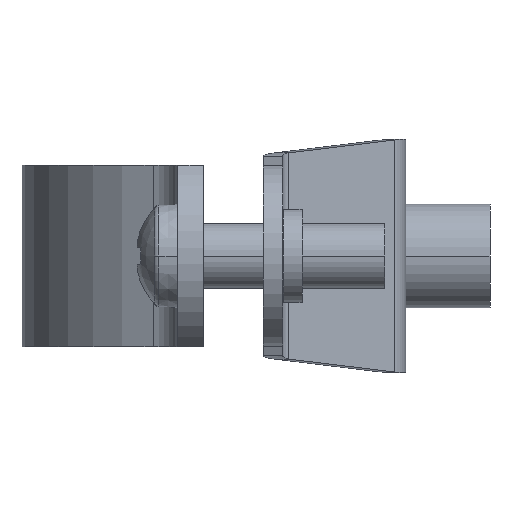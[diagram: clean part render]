
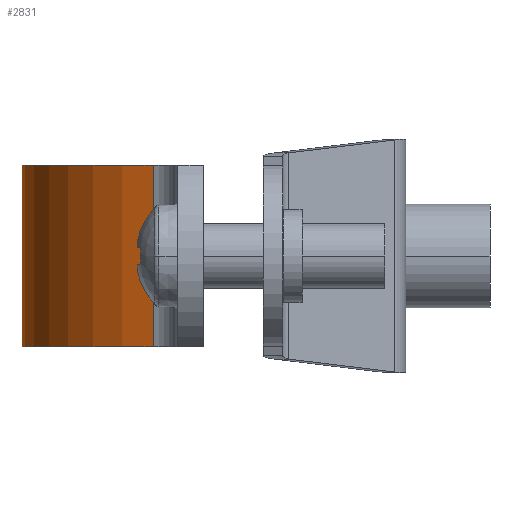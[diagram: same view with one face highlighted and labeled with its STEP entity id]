
A CAD part, left-side view. The second image highlights one B-rep face of the part: STEP entity #2831.
In plain terms, the highlighted cylindrical face has radius 16.15 mm (diameter 32.3 mm), a partial arc.
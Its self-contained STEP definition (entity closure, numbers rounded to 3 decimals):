
#3 = CARTESIAN_POINT ( 'NONE',  ( 14.982, 1.88, -7. ) ) ;
#48 = CARTESIAN_POINT ( 'NONE',  ( -14.982, 1.88, -7. ) ) ;
#59 = EDGE_CURVE ( 'NONE', #2566, #842, #1925, .T. ) ;
#80 = VECTOR ( 'NONE', #823, 1000. ) ;
#225 = EDGE_CURVE ( 'NONE', #3524, #842, #3218, .T. ) ;
#823 = DIRECTION ( 'NONE',  ( 0., 0., -1. ) ) ;
#832 = CARTESIAN_POINT ( 'NONE',  ( -14.982, 1.88, 7. ) ) ;
#834 = EDGE_CURVE ( 'NONE', #2566, #931, #1824, .T. ) ;
#842 = VERTEX_POINT ( 'NONE', #832 ) ;
#853 = CYLINDRICAL_SURFACE ( 'NONE', #2100, 16.15 ) ;
#862 = VECTOR ( 'NONE', #1714, 1000. ) ;
#931 = VERTEX_POINT ( 'NONE', #3 ) ;
#1066 = CARTESIAN_POINT ( 'NONE',  ( 0., -4.15, 7. ) ) ;
#1145 = AXIS2_PLACEMENT_3D ( 'NONE', #3018, #2761, #3350 ) ;
#1445 = CARTESIAN_POINT ( 'NONE',  ( 14.982, 1.88, 7. ) ) ;
#1714 = DIRECTION ( 'NONE',  ( 0., 0., 1. ) ) ;
#1814 = ORIENTED_EDGE ( 'NONE', *, *, #834, .T. ) ;
#1824 = LINE ( 'NONE', #1445, #80 ) ;
#1925 = CIRCLE ( 'NONE', #3299, 16.15 ) ;
#2014 = CARTESIAN_POINT ( 'NONE',  ( -14.982, 1.88, 7. ) ) ;
#2057 = ORIENTED_EDGE ( 'NONE', *, *, #2669, .T. ) ;
#2100 = AXIS2_PLACEMENT_3D ( 'NONE', #2206, #2793, #3101 ) ;
#2206 = CARTESIAN_POINT ( 'NONE',  ( 0., -4.15, 7. ) ) ;
#2231 = ORIENTED_EDGE ( 'NONE', *, *, #59, .F. ) ;
#2526 = DIRECTION ( 'NONE',  ( -1., 0., 0. ) ) ;
#2566 = VERTEX_POINT ( 'NONE', #3644 ) ;
#2669 = EDGE_CURVE ( 'NONE', #931, #3524, #2887, .T. ) ;
#2761 = DIRECTION ( 'NONE',  ( 0., 0., 1. ) ) ;
#2793 = DIRECTION ( 'NONE',  ( 0., 0., -1. ) ) ;
#2831 = ADVANCED_FACE ( 'NONE', ( #3210 ), #853, .T. ) ;
#2887 = CIRCLE ( 'NONE', #1145, 16.15 ) ;
#2924 = EDGE_LOOP ( 'NONE', ( #2057, #3547, #2231, #1814 ) ) ;
#3018 = CARTESIAN_POINT ( 'NONE',  ( 0., -4.15, -7. ) ) ;
#3101 = DIRECTION ( 'NONE',  ( -1., 0., 0. ) ) ;
#3210 = FACE_OUTER_BOUND ( 'NONE', #2924, .T. ) ;
#3218 = LINE ( 'NONE', #2014, #862 ) ;
#3299 = AXIS2_PLACEMENT_3D ( 'NONE', #1066, #3675, #2526 ) ;
#3350 = DIRECTION ( 'NONE',  ( -1., 0., 0. ) ) ;
#3524 = VERTEX_POINT ( 'NONE', #48 ) ;
#3547 = ORIENTED_EDGE ( 'NONE', *, *, #225, .T. ) ;
#3644 = CARTESIAN_POINT ( 'NONE',  ( 14.982, 1.88, 7. ) ) ;
#3675 = DIRECTION ( 'NONE',  ( 0., 0., 1. ) ) ;
